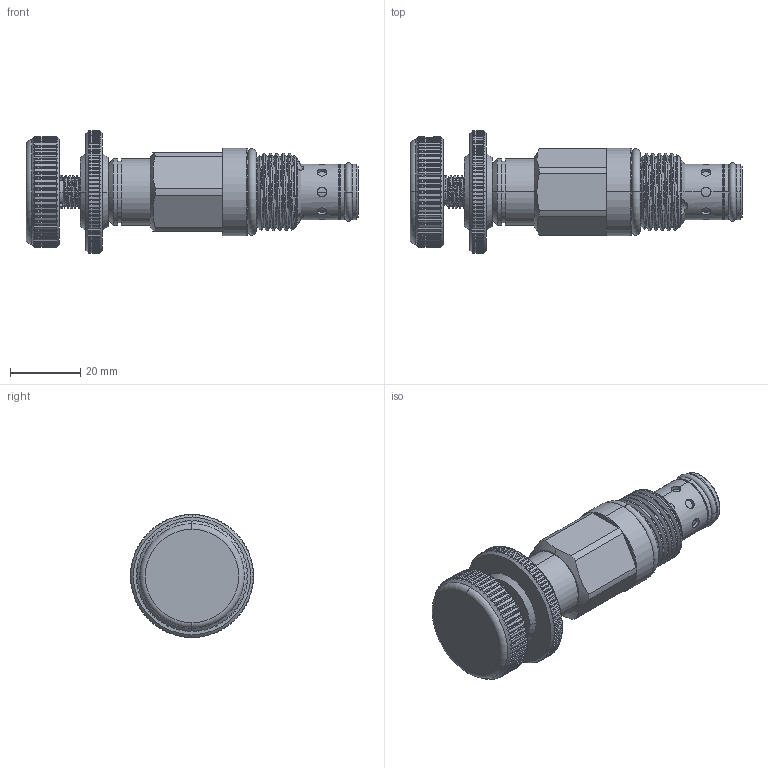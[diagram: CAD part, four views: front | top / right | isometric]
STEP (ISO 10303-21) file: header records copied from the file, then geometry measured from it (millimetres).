
FILE_DESCRIPTION (( 'STEP AP203' ), '1' );
FILE_NAME ('RP10W20-BA.STEP', '2024-06-17T00:06:56', ( '' ), ( '' ), 'SwSTEP 2.0', 'SolidWorks 2018', '' );
FILE_SCHEMA (( 'CONFIG_CONTROL_DESIGN' ));
Length unit declared in the file: millimetre
Products named in the file (1): RP10W20-BA
Bounding box: 94.54 x 35 x 35 mm (x, y, z)
Volume: 36884.3 mm3; surface area: 11389.8 mm2
Topology: 2 solids, 2 shells, 795 faces, 2249 edges, 1479 vertices
Faces by surface type: plane 429, cylinder 268, cone 49, bspline 27, torus 16, sphere 6
Entity records: 51477 total; most frequent: CARTESIAN_POINT 32570, ORIENTED_EDGE 4498, DIRECTION 3264, EDGE_CURVE 2249, VERTEX_POINT 1479, AXIS2_PLACEMENT_3D 1279, B_SPLINE_CURVE_WITH_KNOTS 930, EDGE_LOOP 820
